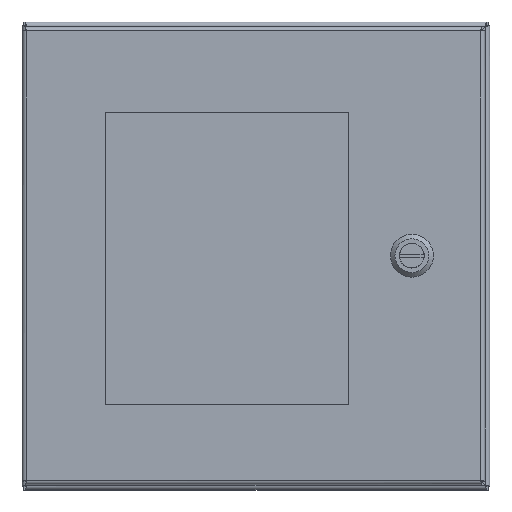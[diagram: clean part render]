
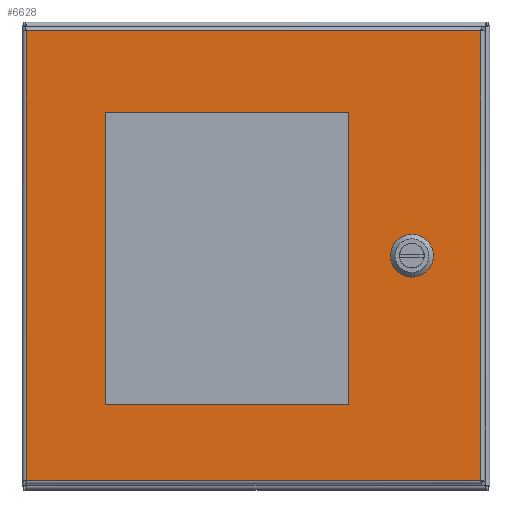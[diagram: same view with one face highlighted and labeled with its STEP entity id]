
A CAD part, top view. The second image highlights one B-rep face of the part: STEP entity #6628.
In plain terms, the highlighted face is planar.
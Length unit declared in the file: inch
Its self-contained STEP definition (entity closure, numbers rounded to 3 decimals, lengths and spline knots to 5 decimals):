
#4888=CARTESIAN_POINT('',(9.75,9.5625,0.0));
#4889=VERTEX_POINT('',#4888);
#4896=CARTESIAN_POINT('',(9.75,2.0625,0.0));
#4897=VERTEX_POINT('',#4896);
#4898=CARTESIAN_POINT('',(9.75,2.0625,0.0));
#4899=DIRECTION('',(0.0,1.0,0.0));
#4900=VECTOR('',#4899,7.5);
#4901=LINE('',#4898,#4900);
#4902=EDGE_CURVE('',#4897,#4889,#4901,.T.);
#4927=CARTESIAN_POINT('',(3.5,2.0625,0.0));
#4928=VERTEX_POINT('',#4927);
#4929=CARTESIAN_POINT('',(3.5,2.0625,0.0));
#4930=DIRECTION('',(1.0,0.0,0.0));
#4931=VECTOR('',#4930,6.25);
#4932=LINE('',#4929,#4931);
#4933=EDGE_CURVE('',#4928,#4897,#4932,.T.);
#4958=CARTESIAN_POINT('',(3.5,9.5625,0.0));
#4959=VERTEX_POINT('',#4958);
#4960=CARTESIAN_POINT('',(3.5,9.5625,0.0));
#4961=DIRECTION('',(0.0,-1.0,0.0));
#4962=VECTOR('',#4961,7.5);
#4963=LINE('',#4960,#4962);
#4964=EDGE_CURVE('',#4959,#4928,#4963,.T.);
#4987=CARTESIAN_POINT('',(9.75,9.5625,0.0));
#4988=DIRECTION('',(-1.0,0.0,0.0));
#4989=VECTOR('',#4988,6.25);
#4990=LINE('',#4987,#4989);
#4991=EDGE_CURVE('',#4889,#4959,#4990,.T.);
#5013=CARTESIAN_POINT('',(2.08762,6.275,0.0));
#5014=VERTEX_POINT('',#5013);
#5021=CARTESIAN_POINT('',(2.275,6.08762,0.0));
#5022=VERTEX_POINT('',#5021);
#5023=CARTESIAN_POINT('',(1.875,5.875,0.0));
#5024=DIRECTION('',(0.0,0.0,1.0));
#5025=DIRECTION('',(-0.469,-0.883,0.0));
#5026=AXIS2_PLACEMENT_3D('',#5023,#5024,#5025);
#5027=CIRCLE('',#5026,0.453);
#5028=EDGE_CURVE('',#5022,#5014,#5027,.T.);
#5053=CARTESIAN_POINT('',(2.275,5.66238,0.0));
#5054=VERTEX_POINT('',#5053);
#5055=CARTESIAN_POINT('',(2.275,5.66238,0.0));
#5056=DIRECTION('',(0.0,1.0,0.0));
#5057=VECTOR('',#5056,0.42525);
#5058=LINE('',#5055,#5057);
#5059=EDGE_CURVE('',#5054,#5022,#5058,.T.);
#5085=CARTESIAN_POINT('',(2.08762,5.475,0.0));
#5086=VERTEX_POINT('',#5085);
#5087=CARTESIAN_POINT('',(1.875,5.875,0.0));
#5088=DIRECTION('',(0.0,0.0,1.));
#5089=DIRECTION('',(-0.883,0.469,0.0));
#5090=AXIS2_PLACEMENT_3D('',#5087,#5088,#5089);
#5091=CIRCLE('',#5090,0.453);
#5092=EDGE_CURVE('',#5086,#5054,#5091,.T.);
#5117=CARTESIAN_POINT('',(1.66238,5.475,0.0));
#5118=VERTEX_POINT('',#5117);
#5119=CARTESIAN_POINT('',(1.66238,5.475,0.0));
#5120=DIRECTION('',(1.0,0.0,0.0));
#5121=VECTOR('',#5120,0.42525);
#5122=LINE('',#5119,#5121);
#5123=EDGE_CURVE('',#5118,#5086,#5122,.T.);
#5149=CARTESIAN_POINT('',(1.475,5.66238,0.0));
#5150=VERTEX_POINT('',#5149);
#5151=CARTESIAN_POINT('',(1.875,5.875,0.0));
#5152=DIRECTION('',(0.0,0.0,1.0));
#5153=DIRECTION('',(0.469,0.883,0.0));
#5154=AXIS2_PLACEMENT_3D('',#5151,#5152,#5153);
#5155=CIRCLE('',#5154,0.453);
#5156=EDGE_CURVE('',#5150,#5118,#5155,.T.);
#5181=CARTESIAN_POINT('',(1.475,6.08762,0.0));
#5182=VERTEX_POINT('',#5181);
#5183=CARTESIAN_POINT('',(1.475,6.08762,0.0));
#5184=DIRECTION('',(0.0,-1.0,0.0));
#5185=VECTOR('',#5184,0.42525);
#5186=LINE('',#5183,#5185);
#5187=EDGE_CURVE('',#5182,#5150,#5186,.T.);
#5213=CARTESIAN_POINT('',(1.66238,6.275,0.0));
#5214=VERTEX_POINT('',#5213);
#5215=CARTESIAN_POINT('',(1.875,5.875,0.0));
#5216=DIRECTION('',(0.0,0.0,1.));
#5217=DIRECTION('',(0.883,-0.469,0.0));
#5218=AXIS2_PLACEMENT_3D('',#5215,#5216,#5217);
#5219=CIRCLE('',#5218,0.453);
#5220=EDGE_CURVE('',#5214,#5182,#5219,.T.);
#5243=CARTESIAN_POINT('',(2.08762,6.275,0.0));
#5244=DIRECTION('',(-1.0,0.0,0.0));
#5245=VECTOR('',#5244,0.42525);
#5246=LINE('',#5243,#5245);
#5247=EDGE_CURVE('',#5014,#5214,#5246,.T.);
#5642=CARTESIAN_POINT('',(11.76975,0.10525,0.));
#5643=VERTEX_POINT('',#5642);
#5654=CARTESIAN_POINT('',(11.76975,11.64475,0.));
#5655=VERTEX_POINT('',#5654);
#5656=CARTESIAN_POINT('',(11.76975,11.64475,0.0));
#5657=DIRECTION('',(0.0,-1.0,0.0));
#5658=VECTOR('',#5657,11.5395);
#5659=LINE('',#5656,#5658);
#5660=EDGE_CURVE('',#5655,#5643,#5659,.T.);
#5812=CARTESIAN_POINT('',(0.10525,0.10525,0.));
#5813=VERTEX_POINT('',#5812);
#5824=CARTESIAN_POINT('',(11.76975,0.10525,0.0));
#5825=DIRECTION('',(-1.0,0.0,0.0));
#5826=VECTOR('',#5825,11.6645);
#5827=LINE('',#5824,#5826);
#5828=EDGE_CURVE('',#5643,#5813,#5827,.T.);
#6083=CARTESIAN_POINT('',(0.10525,11.64475,0.));
#6084=VERTEX_POINT('',#6083);
#6095=CARTESIAN_POINT('',(0.10525,0.10525,0.0));
#6096=DIRECTION('',(0.0,1.0,0.0));
#6097=VECTOR('',#6096,11.5395);
#6098=LINE('',#6095,#6097);
#6099=EDGE_CURVE('',#5813,#6084,#6098,.T.);
#6364=CARTESIAN_POINT('',(0.10525,11.64475,0.0));
#6365=DIRECTION('',(1.0,0.0,0.0));
#6366=VECTOR('',#6365,11.6645);
#6367=LINE('',#6364,#6366);
#6368=EDGE_CURVE('',#6084,#5655,#6367,.T.);
#6601=CARTESIAN_POINT('',(5.9375,5.875,0.0));
#6602=DIRECTION('',(0.0,0.0,1.0));
#6603=DIRECTION('',(1.0,0.0,0.0));
#6604=AXIS2_PLACEMENT_3D('',#6601,#6602,#6603);
#6605=PLANE('',#6604);
#6606=ORIENTED_EDGE('',*,*,#5660,.T.);
#6607=ORIENTED_EDGE('',*,*,#5828,.T.);
#6608=ORIENTED_EDGE('',*,*,#6099,.T.);
#6609=ORIENTED_EDGE('',*,*,#6368,.T.);
#6610=EDGE_LOOP('',(#6606,#6607,#6608,#6609));
#6611=FACE_OUTER_BOUND('',#6610,.T.);
#6612=ORIENTED_EDGE('',*,*,#4902,.T.);
#6613=ORIENTED_EDGE('',*,*,#4991,.T.);
#6614=ORIENTED_EDGE('',*,*,#4964,.T.);
#6615=ORIENTED_EDGE('',*,*,#4933,.T.);
#6616=EDGE_LOOP('',(#6612,#6613,#6614,#6615));
#6617=FACE_BOUND('',#6616,.T.);
#6618=ORIENTED_EDGE('',*,*,#5028,.T.);
#6619=ORIENTED_EDGE('',*,*,#5247,.T.);
#6620=ORIENTED_EDGE('',*,*,#5220,.T.);
#6621=ORIENTED_EDGE('',*,*,#5187,.T.);
#6622=ORIENTED_EDGE('',*,*,#5156,.T.);
#6623=ORIENTED_EDGE('',*,*,#5123,.T.);
#6624=ORIENTED_EDGE('',*,*,#5092,.T.);
#6625=ORIENTED_EDGE('',*,*,#5059,.T.);
#6626=EDGE_LOOP('',(#6618,#6619,#6620,#6621,#6622,#6623,#6624,#6625));
#6627=FACE_BOUND('',#6626,.T.);
#6628=ADVANCED_FACE('',(#6611,#6617,#6627),#6605,.F.);
